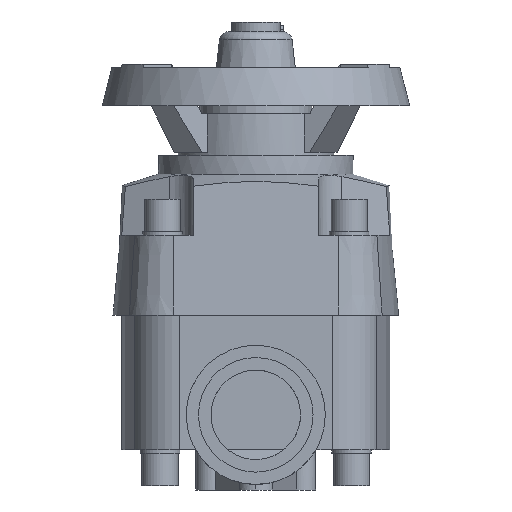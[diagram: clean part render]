
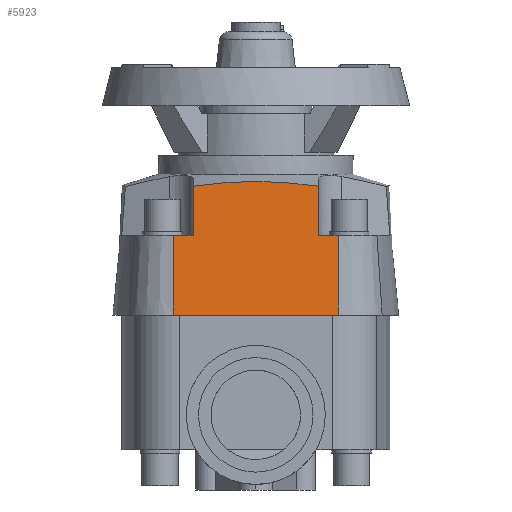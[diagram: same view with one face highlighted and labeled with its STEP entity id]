
A CAD part, left-side view. The second image highlights one B-rep face of the part: STEP entity #5923.
In plain terms, the highlighted planar face has unit normal (-0.998, 0, 0.07).
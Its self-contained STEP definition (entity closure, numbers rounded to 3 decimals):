
#207=CARTESIAN_POINT('',(-33.982,-17.5,63.856));
#208=VERTEX_POINT('',#207);
#209=CARTESIAN_POINT('',(-33.89,0.,65.181));
#210=VERTEX_POINT('',#209);
#211=CARTESIAN_POINT('',(-33.982,-17.5,63.856));
#212=CARTESIAN_POINT('',(-33.89,-8.214,65.181));
#213=CARTESIAN_POINT('',(-33.89,0.,65.181));
#221=(BOUNDED_CURVE()B_SPLINE_CURVE(2,(#211,#212,#213),.UNSPECIFIED.,.F.,.U.)B_SPLINE_CURVE_WITH_KNOTS((3,3),(47.628,76.777),.UNSPECIFIED.)CURVE()GEOMETRIC_REPRESENTATION_ITEM()RATIONAL_B_SPLINE_CURVE((1.633,1.74,1.74))REPRESENTATION_ITEM(''));
#222=EDGE_CURVE('',#208,#210,#221,.T.);
#449=CARTESIAN_POINT('',(-33.982,17.5,63.856));
#450=VERTEX_POINT('',#449);
#464=CARTESIAN_POINT('',(-33.89,0.,65.181));
#465=CARTESIAN_POINT('',(-33.89,8.214,65.181));
#466=CARTESIAN_POINT('',(-33.982,17.5,63.856));
#474=(BOUNDED_CURVE()B_SPLINE_CURVE(2,(#464,#465,#466),.UNSPECIFIED.,.F.,.U.)B_SPLINE_CURVE_WITH_KNOTS((3,3),(76.777,105.927),.UNSPECIFIED.)CURVE()GEOMETRIC_REPRESENTATION_ITEM()RATIONAL_B_SPLINE_CURVE((1.74,1.74,1.633))REPRESENTATION_ITEM(''));
#475=EDGE_CURVE('',#210,#450,#474,.T.);
#4965=CARTESIAN_POINT('',(-36.5,-23.003,27.85));
#4966=VERTEX_POINT('',#4965);
#4974=CARTESIAN_POINT('',(-36.5,23.003,27.85));
#4975=VERTEX_POINT('',#4974);
#4976=CARTESIAN_POINT('',(-36.5,23.003,27.85));
#4977=DIRECTION('',(0.0,-1.0,0.0));
#4978=VECTOR('',#4977,46.006);
#4979=LINE('',#4976,#4978);
#4980=EDGE_CURVE('',#4975,#4966,#4979,.T.);
#5453=CARTESIAN_POINT('',(-34.939,-17.5,50.167));
#5454=VERTEX_POINT('',#5453);
#5455=CARTESIAN_POINT('',(-34.939,-17.5,50.167));
#5456=DIRECTION('',(0.07,0.0,0.998));
#5457=VECTOR('',#5456,13.722);
#5458=LINE('',#5455,#5457);
#5459=EDGE_CURVE('',#5454,#208,#5458,.T.);
#5540=CARTESIAN_POINT('',(-34.939,-23.003,50.167));
#5541=VERTEX_POINT('',#5540);
#5542=CARTESIAN_POINT('',(-34.939,-23.003,50.167));
#5543=DIRECTION('',(0.0,1.0,0.0));
#5544=VECTOR('',#5543,5.503);
#5545=LINE('',#5542,#5544);
#5546=EDGE_CURVE('',#5541,#5454,#5545,.T.);
#5578=CARTESIAN_POINT('',(-34.939,17.5,50.167));
#5579=VERTEX_POINT('',#5578);
#5580=CARTESIAN_POINT('',(-34.939,23.003,50.167));
#5581=VERTEX_POINT('',#5580);
#5582=CARTESIAN_POINT('',(-34.939,17.5,50.167));
#5583=DIRECTION('',(0.0,1.0,0.0));
#5584=VECTOR('',#5583,5.503);
#5585=LINE('',#5582,#5584);
#5586=EDGE_CURVE('',#5579,#5581,#5585,.T.);
#5686=CARTESIAN_POINT('',(-33.982,17.5,63.856));
#5687=DIRECTION('',(-0.07,0.0,-0.998));
#5688=VECTOR('',#5687,13.722);
#5689=LINE('',#5686,#5688);
#5690=EDGE_CURVE('',#450,#5579,#5689,.T.);
#5711=CARTESIAN_POINT('',(-36.5,23.003,27.85));
#5712=DIRECTION('',(0.07,0.,0.998));
#5713=VECTOR('',#5712,22.371);
#5714=LINE('',#5711,#5713);
#5715=EDGE_CURVE('',#4975,#5581,#5714,.T.);
#5896=CARTESIAN_POINT('',(-36.5,-23.003,27.85));
#5897=DIRECTION('',(0.07,0.0,0.998));
#5898=VECTOR('',#5897,22.371);
#5899=LINE('',#5896,#5898);
#5900=EDGE_CURVE('',#4966,#5541,#5899,.T.);
#5907=CARTESIAN_POINT('',(-36.5,-23.003,27.85));
#5908=DIRECTION('',(-0.998,0.0,0.07));
#5909=DIRECTION('',(0.07,0.0,0.998));
#5910=AXIS2_PLACEMENT_3D('',#5907,#5908,#5909);
#5911=PLANE('',#5910);
#5912=ORIENTED_EDGE('',*,*,#5459,.T.);
#5913=ORIENTED_EDGE('',*,*,#222,.T.);
#5914=ORIENTED_EDGE('',*,*,#475,.T.);
#5915=ORIENTED_EDGE('',*,*,#5690,.T.);
#5916=ORIENTED_EDGE('',*,*,#5586,.T.);
#5917=ORIENTED_EDGE('',*,*,#5715,.F.);
#5918=ORIENTED_EDGE('',*,*,#4980,.T.);
#5919=ORIENTED_EDGE('',*,*,#5900,.T.);
#5920=ORIENTED_EDGE('',*,*,#5546,.T.);
#5921=EDGE_LOOP('',(#5912,#5913,#5914,#5915,#5916,#5917,#5918,#5919,#5920));
#5922=FACE_OUTER_BOUND('',#5921,.T.);
#5923=ADVANCED_FACE('',(#5922),#5911,.T.);
